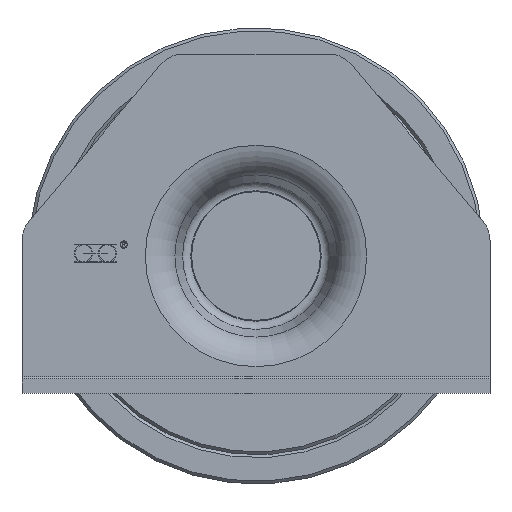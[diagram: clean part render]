
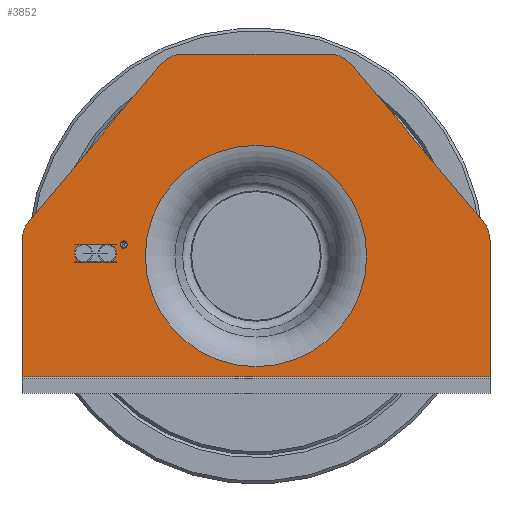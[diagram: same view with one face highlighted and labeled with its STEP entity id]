
A CAD part, left-side view. The second image highlights one B-rep face of the part: STEP entity #3852.
In plain terms, the highlighted planar face has unit normal (-1, 0, 0).
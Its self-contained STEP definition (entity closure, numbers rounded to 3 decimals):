
#126=FACE_BOUND('',#584,.T.);
#127=FACE_BOUND('',#585,.T.);
#128=FACE_BOUND('',#586,.T.);
#209=PLANE('',#4157);
#356=FACE_OUTER_BOUND('',#583,.T.);
#583=EDGE_LOOP('',(#2843,#2844,#2845,#2846,#2847,#2848,#2849,#2850,#2851,
#2852));
#584=EDGE_LOOP('',(#2853,#2854,#2855,#2856,#2857,#2858,#2859,#2860,#2861,
#2862,#2863,#2864));
#585=EDGE_LOOP('',(#2865));
#586=EDGE_LOOP('',(#2866));
#853=LINE('',#5983,#1154);
#856=LINE('',#5989,#1157);
#859=LINE('',#5995,#1160);
#862=LINE('',#6001,#1163);
#865=LINE('',#6007,#1166);
#869=LINE('',#6019,#1170);
#872=LINE('',#6025,#1173);
#875=LINE('',#6031,#1176);
#878=LINE('',#6037,#1179);
#881=LINE('',#6042,#1182);
#885=LINE('',#6061,#1186);
#886=LINE('',#6063,#1187);
#887=LINE('',#6067,#1188);
#888=LINE('',#6071,#1189);
#889=LINE('',#6075,#1190);
#890=LINE('',#6078,#1191);
#1154=VECTOR('',#4797,10.);
#1157=VECTOR('',#4802,10.);
#1160=VECTOR('',#4807,10.);
#1163=VECTOR('',#4812,10.);
#1166=VECTOR('',#4817,10.);
#1170=VECTOR('',#4829,10.);
#1173=VECTOR('',#4834,10.);
#1176=VECTOR('',#4839,10.);
#1179=VECTOR('',#4844,10.);
#1182=VECTOR('',#4849,10.);
#1186=VECTOR('',#4871,10.);
#1187=VECTOR('',#4872,10.);
#1188=VECTOR('',#4875,10.);
#1189=VECTOR('',#4878,10.);
#1190=VECTOR('',#4881,10.);
#1191=VECTOR('',#4884,10.);
#1423=CIRCLE('',#4134,1.55);
#1425=CIRCLE('',#4142,1.55);
#1429=CIRCLE('',#4154,0.625);
#1431=CIRCLE('',#4158,5.);
#1432=CIRCLE('',#4159,5.);
#1433=CIRCLE('',#4160,5.);
#1434=CIRCLE('',#4161,5.);
#1435=CIRCLE('',#4162,18.915);
#1693=VERTEX_POINT('',#5973);
#1694=VERTEX_POINT('',#5974);
#1697=VERTEX_POINT('',#5982);
#1699=VERTEX_POINT('',#5988);
#1701=VERTEX_POINT('',#5994);
#1703=VERTEX_POINT('',#6000);
#1705=VERTEX_POINT('',#6006);
#1707=VERTEX_POINT('',#6012);
#1709=VERTEX_POINT('',#6018);
#1711=VERTEX_POINT('',#6024);
#1713=VERTEX_POINT('',#6030);
#1715=VERTEX_POINT('',#6036);
#1719=VERTEX_POINT('',#6052);
#1721=VERTEX_POINT('',#6059);
#1722=VERTEX_POINT('',#6060);
#1723=VERTEX_POINT('',#6062);
#1724=VERTEX_POINT('',#6064);
#1725=VERTEX_POINT('',#6066);
#1726=VERTEX_POINT('',#6068);
#1727=VERTEX_POINT('',#6070);
#1728=VERTEX_POINT('',#6072);
#1729=VERTEX_POINT('',#6074);
#1730=VERTEX_POINT('',#6076);
#1731=VERTEX_POINT('',#6079);
#2119=EDGE_CURVE('',#1693,#1694,#1423,.T.);
#2123=EDGE_CURVE('',#1697,#1693,#853,.T.);
#2126=EDGE_CURVE('',#1699,#1697,#856,.T.);
#2129=EDGE_CURVE('',#1701,#1699,#859,.T.);
#2132=EDGE_CURVE('',#1703,#1701,#862,.T.);
#2135=EDGE_CURVE('',#1705,#1703,#865,.T.);
#2138=EDGE_CURVE('',#1707,#1705,#1425,.T.);
#2141=EDGE_CURVE('',#1709,#1707,#869,.T.);
#2144=EDGE_CURVE('',#1711,#1709,#872,.T.);
#2147=EDGE_CURVE('',#1713,#1711,#875,.T.);
#2150=EDGE_CURVE('',#1715,#1713,#878,.T.);
#2153=EDGE_CURVE('',#1694,#1715,#881,.T.);
#2158=EDGE_CURVE('',#1719,#1719,#1429,.T.);
#2161=EDGE_CURVE('',#1721,#1722,#885,.T.);
#2162=EDGE_CURVE('',#1721,#1723,#886,.T.);
#2163=EDGE_CURVE('',#1723,#1724,#1431,.T.);
#2164=EDGE_CURVE('',#1724,#1725,#887,.T.);
#2165=EDGE_CURVE('',#1725,#1726,#1432,.T.);
#2166=EDGE_CURVE('',#1726,#1727,#888,.T.);
#2167=EDGE_CURVE('',#1727,#1728,#1433,.T.);
#2168=EDGE_CURVE('',#1728,#1729,#889,.T.);
#2169=EDGE_CURVE('',#1729,#1730,#1434,.T.);
#2170=EDGE_CURVE('',#1730,#1722,#890,.T.);
#2171=EDGE_CURVE('',#1731,#1731,#1435,.T.);
#2843=ORIENTED_EDGE('',*,*,#2161,.F.);
#2844=ORIENTED_EDGE('',*,*,#2162,.T.);
#2845=ORIENTED_EDGE('',*,*,#2163,.T.);
#2846=ORIENTED_EDGE('',*,*,#2164,.T.);
#2847=ORIENTED_EDGE('',*,*,#2165,.T.);
#2848=ORIENTED_EDGE('',*,*,#2166,.T.);
#2849=ORIENTED_EDGE('',*,*,#2167,.T.);
#2850=ORIENTED_EDGE('',*,*,#2168,.T.);
#2851=ORIENTED_EDGE('',*,*,#2169,.T.);
#2852=ORIENTED_EDGE('',*,*,#2170,.T.);
#2853=ORIENTED_EDGE('',*,*,#2119,.T.);
#2854=ORIENTED_EDGE('',*,*,#2153,.T.);
#2855=ORIENTED_EDGE('',*,*,#2150,.T.);
#2856=ORIENTED_EDGE('',*,*,#2147,.T.);
#2857=ORIENTED_EDGE('',*,*,#2144,.T.);
#2858=ORIENTED_EDGE('',*,*,#2141,.T.);
#2859=ORIENTED_EDGE('',*,*,#2138,.T.);
#2860=ORIENTED_EDGE('',*,*,#2135,.T.);
#2861=ORIENTED_EDGE('',*,*,#2132,.T.);
#2862=ORIENTED_EDGE('',*,*,#2129,.T.);
#2863=ORIENTED_EDGE('',*,*,#2126,.T.);
#2864=ORIENTED_EDGE('',*,*,#2123,.T.);
#2865=ORIENTED_EDGE('',*,*,#2158,.T.);
#2866=ORIENTED_EDGE('',*,*,#2171,.T.);
#3852=ADVANCED_FACE('',(#356,#126,#127,#128),#209,.F.);
#4134=AXIS2_PLACEMENT_3D('',#5975,#4789,#4790);
#4142=AXIS2_PLACEMENT_3D('',#6013,#4822,#4823);
#4154=AXIS2_PLACEMENT_3D('',#6053,#4862,#4863);
#4157=AXIS2_PLACEMENT_3D('',#6058,#4869,#4870);
#4158=AXIS2_PLACEMENT_3D('',#6065,#4873,#4874);
#4159=AXIS2_PLACEMENT_3D('',#6069,#4876,#4877);
#4160=AXIS2_PLACEMENT_3D('',#6073,#4879,#4880);
#4161=AXIS2_PLACEMENT_3D('',#6077,#4882,#4883);
#4162=AXIS2_PLACEMENT_3D('',#6080,#4885,#4886);
#4789=DIRECTION('center_axis',(1.,0.,0.));
#4790=DIRECTION('ref_axis',(0.,-0.352,-0.936));
#4797=DIRECTION('',(0.,-1.,0.));
#4802=DIRECTION('',(0.,0.,1.));
#4807=DIRECTION('',(0.,1.,0.));
#4812=DIRECTION('',(0.,0.,-1.));
#4817=DIRECTION('',(0.,-1.,0.));
#4822=DIRECTION('center_axis',(1.,0.,0.));
#4823=DIRECTION('ref_axis',(0.,0.352,0.936));
#4829=DIRECTION('',(0.,1.,0.));
#4834=DIRECTION('',(0.,0.,-1.));
#4839=DIRECTION('',(0.,-1.,0.));
#4844=DIRECTION('',(0.,0.,1.));
#4849=DIRECTION('',(0.,1.,0.));
#4862=DIRECTION('center_axis',(1.,0.,0.));
#4863=DIRECTION('ref_axis',(0.,0.,
-1.));
#4869=DIRECTION('center_axis',(1.,0.,0.));
#4870=DIRECTION('ref_axis',(0.,0.,
-1.));
#4871=DIRECTION('',(0.,1.,0.));
#4872=DIRECTION('',(0.,0.,1.));
#4873=DIRECTION('center_axis',(-1.,0.,0.));
#4874=DIRECTION('ref_axis',(0.,0.766,-0.643));
#4875=DIRECTION('',(0.,0.643,0.766));
#4876=DIRECTION('center_axis',(-1.,0.,0.));
#4877=DIRECTION('ref_axis',(0.,0.,
-1.));
#4878=DIRECTION('',(0.,1.,0.));
#4879=DIRECTION('center_axis',(-1.,0.,0.));
#4880=DIRECTION('ref_axis',(0.,-0.766,-0.643));
#4881=DIRECTION('',(0.,0.643,-0.766));
#4882=DIRECTION('center_axis',(-1.,0.,0.));
#4883=DIRECTION('ref_axis',(0.,-1.,0.));
#4884=DIRECTION('',(0.,0.,-1.));
#4885=DIRECTION('center_axis',(1.,0.,0.));
#4886=DIRECTION('ref_axis',(0.,0.,-1.));
#5973=CARTESIAN_POINT('',(0.,15.545,-1.));
#5974=CARTESIAN_POINT('',(0.,15.545,1.901));
#5975=CARTESIAN_POINT('Origin',(0.,15.,0.451));
#5982=CARTESIAN_POINT('',(0.,16.5,-1.));
#5983=CARTESIAN_POINT('',(0.,1.,-1.));
#5988=CARTESIAN_POINT('',(0.,16.5,-1.099));
#5989=CARTESIAN_POINT('',(0.,16.5,-0.48));
#5994=CARTESIAN_POINT('',(0.,9.402,-1.099));
#5995=CARTESIAN_POINT('',(0.,-2.549,-1.099));
#6000=CARTESIAN_POINT('',(0.,9.402,-1.));
#6001=CARTESIAN_POINT('',(0.,9.402,-0.43));
#6006=CARTESIAN_POINT('',(0.,10.357,-1.));
#6007=CARTESIAN_POINT('',(0.,-2.071,-1.));
#6012=CARTESIAN_POINT('',(0.,10.357,1.901));
#6013=CARTESIAN_POINT('Origin',(0.,10.902,0.451));
#6018=CARTESIAN_POINT('',(0.,9.402,1.901));
#6019=CARTESIAN_POINT('',(0.,-2.549,1.901));
#6024=CARTESIAN_POINT('',(0.,9.402,2.));
#6025=CARTESIAN_POINT('',(0.,9.402,1.07));
#6030=CARTESIAN_POINT('',(0.,16.5,2.));
#6031=CARTESIAN_POINT('',(0.,1.,2.));
#6036=CARTESIAN_POINT('',(0.,16.5,1.901));
#6037=CARTESIAN_POINT('',(0.,16.5,1.02));
#6042=CARTESIAN_POINT('',(0.,0.522,1.901));
#6052=CARTESIAN_POINT('',(0.,8.112,2.575));
#6053=CARTESIAN_POINT('Origin',(0.,8.112,
1.951));
#6058=CARTESIAN_POINT('Origin',(0.,-14.5,0.14));
#6059=CARTESIAN_POINT('',(0.,-54.5,-20.6));
#6060=CARTESIAN_POINT('',(0.,25.5,-20.6));
#6061=CARTESIAN_POINT('',(0.,-34.5,-20.6));
#6062=CARTESIAN_POINT('',(0.,-54.5,2.68));
#6063=CARTESIAN_POINT('',(0.,-54.5,-23.5));
#6064=CARTESIAN_POINT('',(0.,-53.33,5.894));
#6065=CARTESIAN_POINT('Origin',(0.,-49.5,2.68));
#6066=CARTESIAN_POINT('',(0.,-30.826,32.714));
#6067=CARTESIAN_POINT('',(0.,-53.33,5.894));
#6068=CARTESIAN_POINT('',(0.,-26.995,34.5));
#6069=CARTESIAN_POINT('Origin',(0.,-26.995,
29.5));
#6070=CARTESIAN_POINT('',(0.,-2.005,34.5));
#6071=CARTESIAN_POINT('',(0.,-26.995,34.5));
#6072=CARTESIAN_POINT('',(0.,1.826,32.714));
#6073=CARTESIAN_POINT('Origin',(0.,-2.005,
29.5));
#6074=CARTESIAN_POINT('',(0.,24.33,5.894));
#6075=CARTESIAN_POINT('',(0.,1.826,32.714));
#6076=CARTESIAN_POINT('',(0.,25.5,2.68));
#6077=CARTESIAN_POINT('Origin',(0.,20.5,
2.68));
#6078=CARTESIAN_POINT('',(0.,25.5,2.68));
#6079=CARTESIAN_POINT('',(0.,-14.5,18.915));
#6080=CARTESIAN_POINT('Origin',(0.,-14.5,0.));
